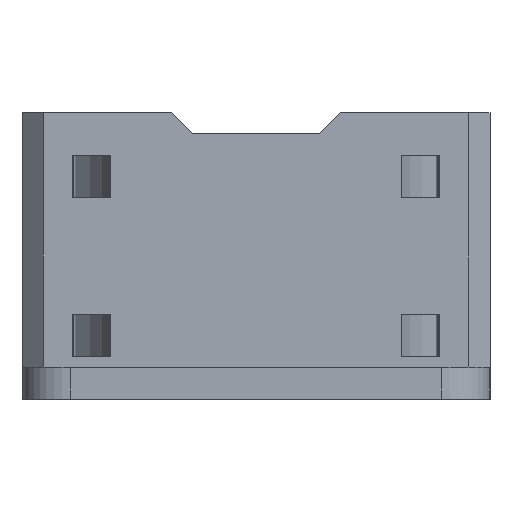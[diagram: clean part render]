
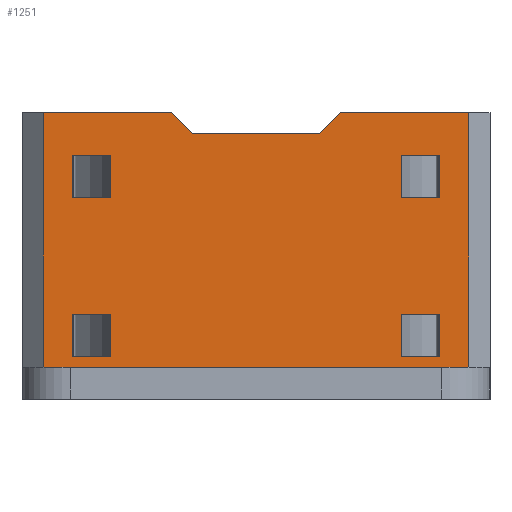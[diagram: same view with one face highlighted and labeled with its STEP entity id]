
A CAD part, front view. The second image highlights one B-rep face of the part: STEP entity #1251.
In plain terms, the highlighted planar face has unit normal (0, -1, 0).
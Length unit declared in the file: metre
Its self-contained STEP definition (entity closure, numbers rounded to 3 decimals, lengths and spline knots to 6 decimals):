
#39=LINE('',#1825,#169);
#44=LINE('',#1836,#174);
#45=LINE('',#1839,#175);
#46=LINE('',#1841,#176);
#47=LINE('',#1843,#177);
#48=LINE('',#1844,#178);
#49=LINE('',#1847,#179);
#50=LINE('',#1849,#180);
#51=LINE('',#1851,#181);
#52=LINE('',#1852,#182);
#53=LINE('',#1855,#183);
#54=LINE('',#1857,#184);
#55=LINE('',#1859,#185);
#56=LINE('',#1860,#186);
#57=LINE('',#1863,#187);
#58=LINE('',#1865,#188);
#59=LINE('',#1867,#189);
#60=LINE('',#1868,#190);
#61=LINE('',#1870,#191);
#62=LINE('',#1872,#192);
#63=LINE('',#1874,#193);
#64=LINE('',#1876,#194);
#65=LINE('',#1878,#195);
#66=LINE('',#1880,#196);
#67=LINE('',#1881,#197);
#68=LINE('',#1884,#198);
#69=LINE('',#1886,#199);
#70=LINE('',#1888,#200);
#169=VECTOR('',#1455,1.);
#174=VECTOR('',#1462,1.);
#175=VECTOR('',#1463,1.);
#176=VECTOR('',#1464,1.);
#177=VECTOR('',#1465,1.);
#178=VECTOR('',#1466,1.);
#179=VECTOR('',#1467,1.);
#180=VECTOR('',#1468,1.);
#181=VECTOR('',#1469,1.);
#182=VECTOR('',#1470,1.);
#183=VECTOR('',#1471,1.);
#184=VECTOR('',#1472,1.);
#185=VECTOR('',#1473,1.);
#186=VECTOR('',#1474,1.);
#187=VECTOR('',#1475,1.);
#188=VECTOR('',#1476,1.);
#189=VECTOR('',#1477,1.);
#190=VECTOR('',#1478,1.);
#191=VECTOR('',#1479,1.);
#192=VECTOR('',#1480,1.);
#193=VECTOR('',#1481,1.);
#194=VECTOR('',#1482,1.);
#195=VECTOR('',#1483,1.);
#196=VECTOR('',#1484,1.);
#197=VECTOR('',#1485,1.);
#198=VECTOR('',#1486,1.);
#199=VECTOR('',#1487,1.);
#200=VECTOR('',#1488,1.);
#305=ORIENTED_EDGE('',*,*,#673,.F.);
#306=ORIENTED_EDGE('',*,*,#674,.T.);
#307=ORIENTED_EDGE('',*,*,#675,.T.);
#308=ORIENTED_EDGE('',*,*,#676,.T.);
#309=ORIENTED_EDGE('',*,*,#677,.F.);
#310=ORIENTED_EDGE('',*,*,#678,.T.);
#311=ORIENTED_EDGE('',*,*,#679,.T.);
#312=ORIENTED_EDGE('',*,*,#680,.T.);
#313=ORIENTED_EDGE('',*,*,#681,.T.);
#314=ORIENTED_EDGE('',*,*,#682,.T.);
#315=ORIENTED_EDGE('',*,*,#683,.F.);
#316=ORIENTED_EDGE('',*,*,#684,.F.);
#317=ORIENTED_EDGE('',*,*,#685,.T.);
#318=ORIENTED_EDGE('',*,*,#686,.T.);
#319=ORIENTED_EDGE('',*,*,#687,.T.);
#320=ORIENTED_EDGE('',*,*,#688,.T.);
#321=ORIENTED_EDGE('',*,*,#668,.T.);
#322=ORIENTED_EDGE('',*,*,#689,.F.);
#323=ORIENTED_EDGE('',*,*,#690,.F.);
#324=ORIENTED_EDGE('',*,*,#691,.F.);
#325=ORIENTED_EDGE('',*,*,#692,.F.);
#326=ORIENTED_EDGE('',*,*,#693,.T.);
#327=ORIENTED_EDGE('',*,*,#694,.F.);
#328=ORIENTED_EDGE('',*,*,#695,.T.);
#329=ORIENTED_EDGE('',*,*,#696,.T.);
#330=ORIENTED_EDGE('',*,*,#697,.T.);
#331=ORIENTED_EDGE('',*,*,#698,.F.);
#332=ORIENTED_EDGE('',*,*,#699,.F.);
#668=EDGE_CURVE('',#852,#853,#39,.T.);
#673=EDGE_CURVE('',#857,#858,#44,.T.);
#674=EDGE_CURVE('',#857,#859,#45,.T.);
#675=EDGE_CURVE('',#859,#860,#46,.T.);
#676=EDGE_CURVE('',#860,#858,#47,.T.);
#677=EDGE_CURVE('',#861,#862,#48,.T.);
#678=EDGE_CURVE('',#861,#863,#49,.T.);
#679=EDGE_CURVE('',#863,#864,#50,.T.);
#680=EDGE_CURVE('',#864,#862,#51,.T.);
#681=EDGE_CURVE('',#865,#866,#52,.T.);
#682=EDGE_CURVE('',#866,#867,#53,.T.);
#683=EDGE_CURVE('',#868,#867,#54,.T.);
#684=EDGE_CURVE('',#865,#868,#55,.T.);
#685=EDGE_CURVE('',#869,#870,#56,.T.);
#686=EDGE_CURVE('',#870,#871,#57,.F.);
#687=EDGE_CURVE('',#871,#872,#58,.T.);
#688=EDGE_CURVE('',#872,#852,#59,.F.);
#689=EDGE_CURVE('',#873,#853,#60,.T.);
#690=EDGE_CURVE('',#874,#873,#61,.T.);
#691=EDGE_CURVE('',#875,#874,#62,.T.);
#692=EDGE_CURVE('',#876,#875,#63,.T.);
#693=EDGE_CURVE('',#876,#877,#64,.T.);
#694=EDGE_CURVE('',#878,#877,#65,.T.);
#695=EDGE_CURVE('',#878,#869,#66,.T.);
#696=EDGE_CURVE('',#879,#880,#67,.T.);
#697=EDGE_CURVE('',#880,#881,#68,.T.);
#698=EDGE_CURVE('',#882,#881,#69,.T.);
#699=EDGE_CURVE('',#879,#882,#70,.T.);
#852=VERTEX_POINT('',#1826);
#853=VERTEX_POINT('',#1827);
#857=VERTEX_POINT('',#1837);
#858=VERTEX_POINT('',#1838);
#859=VERTEX_POINT('',#1840);
#860=VERTEX_POINT('',#1842);
#861=VERTEX_POINT('',#1845);
#862=VERTEX_POINT('',#1846);
#863=VERTEX_POINT('',#1848);
#864=VERTEX_POINT('',#1850);
#865=VERTEX_POINT('',#1853);
#866=VERTEX_POINT('',#1854);
#867=VERTEX_POINT('',#1856);
#868=VERTEX_POINT('',#1858);
#869=VERTEX_POINT('',#1861);
#870=VERTEX_POINT('',#1862);
#871=VERTEX_POINT('',#1864);
#872=VERTEX_POINT('',#1866);
#873=VERTEX_POINT('',#1869);
#874=VERTEX_POINT('',#1871);
#875=VERTEX_POINT('',#1873);
#876=VERTEX_POINT('',#1875);
#877=VERTEX_POINT('',#1877);
#878=VERTEX_POINT('',#1879);
#879=VERTEX_POINT('',#1882);
#880=VERTEX_POINT('',#1883);
#881=VERTEX_POINT('',#1885);
#882=VERTEX_POINT('',#1887);
#1033=EDGE_LOOP('',(#305,#306,#307,#308));
#1034=EDGE_LOOP('',(#309,#310,#311,#312));
#1035=EDGE_LOOP('',(#313,#314,#315,#316));
#1036=EDGE_LOOP('',(#317,#318,#319,#320,#321,#322,#323,#324,#325,#326,#327,
#328));
#1037=EDGE_LOOP('',(#329,#330,#331,#332));
#1123=FACE_BOUND('',#1033,.T.);
#1124=FACE_BOUND('',#1034,.T.);
#1125=FACE_BOUND('',#1035,.T.);
#1126=FACE_BOUND('',#1036,.T.);
#1127=FACE_BOUND('',#1037,.T.);
#1212=PLANE('',#1331);
#1251=ADVANCED_FACE('',(#1123,#1124,#1125,#1126,#1127),#1212,.F.);
#1331=AXIS2_PLACEMENT_3D('',#1835,#1460,#1461);
#1455=DIRECTION('',(-1.,0.,0.));
#1460=DIRECTION('',(0.,1.,0.));
#1461=DIRECTION('',(1.,0.,0.));
#1462=DIRECTION('',(1.,0.,0.));
#1463=DIRECTION('',(0.,0.,1.));
#1464=DIRECTION('',(1.,0.,0.));
#1465=DIRECTION('',(0.,0.,-1.));
#1466=DIRECTION('',(1.,0.,0.));
#1467=DIRECTION('',(0.,0.,1.));
#1468=DIRECTION('',(1.,0.,0.));
#1469=DIRECTION('',(0.,0.,-1.));
#1470=DIRECTION('',(0.,0.,-1.));
#1471=DIRECTION('',(-1.,0.,0.));
#1472=DIRECTION('',(0.,0.,-1.));
#1473=DIRECTION('',(-1.,0.,0.));
#1474=DIRECTION('',(-1.,0.,0.));
#1475=DIRECTION('',(0.707,0.,0.707));
#1476=DIRECTION('',(-1.,0.,0.));
#1477=DIRECTION('',(0.707,0.,-0.707));
#1478=DIRECTION('',(0.,0.,1.));
#1479=DIRECTION('',(-1.,0.,0.));
#1480=DIRECTION('',(0.,0.,-1.));
#1481=DIRECTION('',(-1.,0.,0.));
#1482=DIRECTION('',(0.,0.,-1.));
#1483=DIRECTION('',(-1.,0.,0.));
#1484=DIRECTION('',(0.,0.,1.));
#1485=DIRECTION('',(0.,0.,-1.));
#1486=DIRECTION('',(-1.,0.,0.));
#1487=DIRECTION('',(0.,0.,-1.));
#1488=DIRECTION('',(-1.,0.,0.));
#1825=CARTESIAN_POINT('',(0.,0.0188,0.0311));
#1826=CARTESIAN_POINT('',(-0.008,0.0188,0.0311));
#1827=CARTESIAN_POINT('',(-0.02005,0.0188,0.0311));
#1835=CARTESIAN_POINT('',(0.,0.0188,0.0041));
#1836=CARTESIAN_POINT('',(0.,0.0188,0.0081));
#1837=CARTESIAN_POINT('',(-0.017257,0.0188,0.0081));
#1838=CARTESIAN_POINT('',(-0.013727,0.0188,0.0081));
#1839=CARTESIAN_POINT('',(-0.017257,0.0188,0.0041));
#1840=CARTESIAN_POINT('',(-0.017257,0.0188,0.0121));
#1841=CARTESIAN_POINT('',(0.,0.0188,0.0121));
#1842=CARTESIAN_POINT('',(-0.013727,0.0188,0.0121));
#1843=CARTESIAN_POINT('',(-0.013727,0.0188,0.0121));
#1844=CARTESIAN_POINT('',(0.,0.0188,0.0231));
#1845=CARTESIAN_POINT('',(-0.017257,0.0188,0.0231));
#1846=CARTESIAN_POINT('',(-0.013727,0.0188,0.0231));
#1847=CARTESIAN_POINT('',(-0.017257,0.0188,0.0041));
#1848=CARTESIAN_POINT('',(-0.017257,0.0188,0.0271));
#1849=CARTESIAN_POINT('',(0.,0.0188,0.0271));
#1850=CARTESIAN_POINT('',(-0.013727,0.0188,0.0271));
#1851=CARTESIAN_POINT('',(-0.013727,0.0188,0.0271));
#1852=CARTESIAN_POINT('',(0.017257,0.0188,0.0041));
#1853=CARTESIAN_POINT('',(0.017257,0.0188,0.0121));
#1854=CARTESIAN_POINT('',(0.017257,0.0188,0.0081));
#1855=CARTESIAN_POINT('',(0.,0.0188,0.0081));
#1856=CARTESIAN_POINT('',(0.013727,0.0188,0.0081));
#1857=CARTESIAN_POINT('',(0.013727,0.0188,0.0121));
#1858=CARTESIAN_POINT('',(0.013727,0.0188,0.0121));
#1859=CARTESIAN_POINT('',(0.,0.0188,0.0121));
#1860=CARTESIAN_POINT('',(0.,0.0188,0.0311));
#1861=CARTESIAN_POINT('',(0.02005,0.0188,0.0311));
#1862=CARTESIAN_POINT('',(0.008,0.0188,0.0311));
#1863=CARTESIAN_POINT('',(-0.0095,0.0188,0.0136));
#1864=CARTESIAN_POINT('',(0.006,0.0188,0.0291));
#1865=CARTESIAN_POINT('',(0.,0.0188,0.0291));
#1866=CARTESIAN_POINT('',(-0.006,0.0188,0.0291));
#1867=CARTESIAN_POINT('',(0.0095,0.0188,0.0136));
#1868=CARTESIAN_POINT('',(-0.02005,0.0188,0.0041));
#1869=CARTESIAN_POINT('',(-0.02005,0.0188,0.0041));
#1870=CARTESIAN_POINT('',(0.,0.0188,0.0041));
#1871=CARTESIAN_POINT('',(-0.01605,0.0188,0.0041));
#1872=CARTESIAN_POINT('',(-0.01605,0.0188,0.0071));
#1873=CARTESIAN_POINT('',(-0.01605,0.0188,0.0071));
#1874=CARTESIAN_POINT('',(0.,0.0188,0.0071));
#1875=CARTESIAN_POINT('',(0.01605,0.0188,0.0071));
#1876=CARTESIAN_POINT('',(0.01605,0.0188,0.0071));
#1877=CARTESIAN_POINT('',(0.01605,0.0188,0.0041));
#1878=CARTESIAN_POINT('',(0.,0.0188,0.0041));
#1879=CARTESIAN_POINT('',(0.02005,0.0188,0.0041));
#1880=CARTESIAN_POINT('',(0.02005,0.0188,0.0041));
#1881=CARTESIAN_POINT('',(0.017257,0.0188,0.0041));
#1882=CARTESIAN_POINT('',(0.017257,0.0188,0.0271));
#1883=CARTESIAN_POINT('',(0.017257,0.0188,0.0231));
#1884=CARTESIAN_POINT('',(0.,0.0188,0.0231));
#1885=CARTESIAN_POINT('',(0.013727,0.0188,0.0231));
#1886=CARTESIAN_POINT('',(0.013727,0.0188,0.0271));
#1887=CARTESIAN_POINT('',(0.013727,0.0188,0.0271));
#1888=CARTESIAN_POINT('',(0.,0.0188,0.0271));
